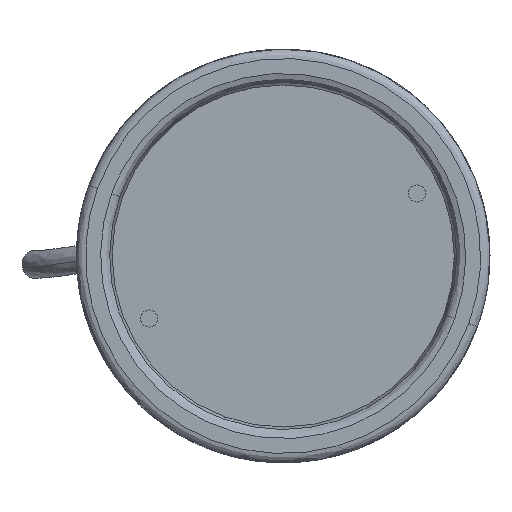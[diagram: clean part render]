
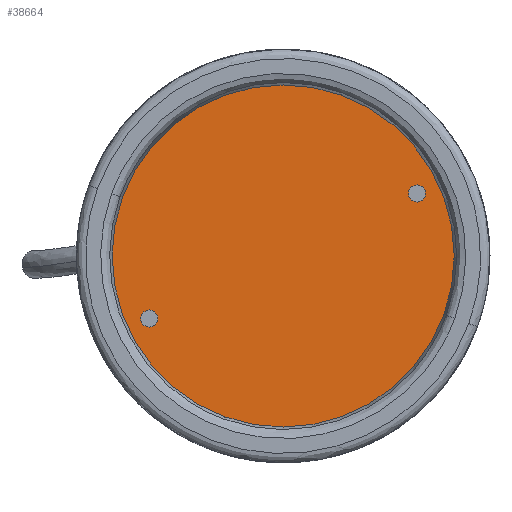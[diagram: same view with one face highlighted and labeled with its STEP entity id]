
A CAD part, front view. The second image highlights one B-rep face of the part: STEP entity #38664.
In plain terms, the highlighted planar face has unit normal (0, -1, 0).
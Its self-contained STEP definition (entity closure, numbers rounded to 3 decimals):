
#665 = FACE_OUTER_BOUND ( 'NONE', #12693, .T. ) ;
#1993 = CARTESIAN_POINT ( 'NONE',  ( 33.588, 5.2, 33.588 ) ) ;
#2536 = CARTESIAN_POINT ( 'NONE',  ( 33.588, 5.2, 33.588 ) ) ;
#2772 = DIRECTION ( 'NONE',  ( 0., 0., -1. ) ) ;
#5196 = VERTEX_POINT ( 'NONE', #48394 ) ;
#6067 = ORIENTED_EDGE ( 'NONE', *, *, #57273, .T. ) ;
#6075 = ORIENTED_EDGE ( 'NONE', *, *, #27857, .T. ) ;
#7611 = CARTESIAN_POINT ( 'NONE',  ( -33.588, 5.2, -33.588 ) ) ;
#8171 = EDGE_CURVE ( 'NONE', #36380, #14275, #20763, .T. ) ;
#8319 = DIRECTION ( 'NONE',  ( 0., -1., 0. ) ) ;
#8982 = CARTESIAN_POINT ( 'NONE',  ( -33.588, 5.2, -33.588 ) ) ;
#10770 = AXIS2_PLACEMENT_3D ( 'NONE', #7611, #54680, #73684 ) ;
#11008 = EDGE_CURVE ( 'NONE', #33875, #5196, #67503, .T. ) ;
#11975 = AXIS2_PLACEMENT_3D ( 'NONE', #2536, #48529, #26641 ) ;
#12693 = EDGE_LOOP ( 'NONE', ( #6067, #6075 ) ) ;
#13293 = AXIS2_PLACEMENT_3D ( 'NONE', #40585, #52456, #2772 ) ;
#14275 = VERTEX_POINT ( 'NONE', #29624 ) ;
#14534 = DIRECTION ( 'NONE',  ( 0., -1., 0. ) ) ;
#19601 = CIRCLE ( 'NONE', #13293, 55. ) ;
#20763 = CIRCLE ( 'NONE', #11975, 2.75 ) ;
#20998 = DIRECTION ( 'NONE',  ( 0., -1., 0. ) ) ;
#23291 = AXIS2_PLACEMENT_3D ( 'NONE', #8982, #14534, #57206 ) ;
#23616 = FACE_BOUND ( 'NONE', #29978, .T. ) ;
#25839 = CIRCLE ( 'NONE', #35945, 2.75 ) ;
#26641 = DIRECTION ( 'NONE',  ( 1., 0., 0. ) ) ;
#27302 = DIRECTION ( 'NONE',  ( 0., 0., -1. ) ) ;
#27756 = EDGE_CURVE ( 'NONE', #14275, #36380, #25839, .T. ) ;
#27857 = EDGE_CURVE ( 'NONE', #39590, #54481, #19601, .T. ) ;
#29624 = CARTESIAN_POINT ( 'NONE',  ( 36.338, 5.2, 33.588 ) ) ;
#29978 = EDGE_LOOP ( 'NONE', ( #48321, #39507 ) ) ;
#31656 = AXIS2_PLACEMENT_3D ( 'NONE', #63306, #20998, #27302 ) ;
#33875 = VERTEX_POINT ( 'NONE', #34071 ) ;
#34071 = CARTESIAN_POINT ( 'NONE',  ( -30.838, 5.2, -33.588 ) ) ;
#35866 = PLANE ( 'NONE',  #50323 ) ;
#35945 = AXIS2_PLACEMENT_3D ( 'NONE', #1993, #8319, #48366 ) ;
#36380 = VERTEX_POINT ( 'NONE', #48395 ) ;
#38664 = ADVANCED_FACE ( 'NONE', ( #23616, #47727, #665 ), #35866, .F. ) ;
#39507 = ORIENTED_EDGE ( 'NONE', *, *, #8171, .F. ) ;
#39590 = VERTEX_POINT ( 'NONE', #41841 ) ;
#40585 = CARTESIAN_POINT ( 'NONE',  ( 0., 5.2, 0. ) ) ;
#41841 = CARTESIAN_POINT ( 'NONE',  ( 0., 5.2, 55. ) ) ;
#43107 = EDGE_CURVE ( 'NONE', #5196, #33875, #76442, .T. ) ;
#44297 = CIRCLE ( 'NONE', #31656, 55. ) ;
#47727 = FACE_BOUND ( 'NONE', #69276, .T. ) ;
#48321 = ORIENTED_EDGE ( 'NONE', *, *, #27756, .F. ) ;
#48366 = DIRECTION ( 'NONE',  ( 1., 0., 0. ) ) ;
#48394 = CARTESIAN_POINT ( 'NONE',  ( -36.338, 5.2, -33.588 ) ) ;
#48395 = CARTESIAN_POINT ( 'NONE',  ( 30.838, 5.2, 33.588 ) ) ;
#48529 = DIRECTION ( 'NONE',  ( 0., -1., 0. ) ) ;
#50323 = AXIS2_PLACEMENT_3D ( 'NONE', #60774, #65939, #66328 ) ;
#52456 = DIRECTION ( 'NONE',  ( 0., -1., 0. ) ) ;
#54481 = VERTEX_POINT ( 'NONE', #76748 ) ;
#54680 = DIRECTION ( 'NONE',  ( 0., -1., 0. ) ) ;
#57206 = DIRECTION ( 'NONE',  ( 1., 0., 0. ) ) ;
#57273 = EDGE_CURVE ( 'NONE', #54481, #39590, #44297, .T. ) ;
#57798 = ORIENTED_EDGE ( 'NONE', *, *, #43107, .F. ) ;
#60774 = CARTESIAN_POINT ( 'NONE',  ( -110., 5.2, -110. ) ) ;
#63306 = CARTESIAN_POINT ( 'NONE',  ( 0., 5.2, 0. ) ) ;
#65939 = DIRECTION ( 'NONE',  ( 0., 1., 0. ) ) ;
#66328 = DIRECTION ( 'NONE',  ( 0., 0., 1. ) ) ;
#67503 = CIRCLE ( 'NONE', #23291, 2.75 ) ;
#69276 = EDGE_LOOP ( 'NONE', ( #78069, #57798 ) ) ;
#73684 = DIRECTION ( 'NONE',  ( 1., 0., 0. ) ) ;
#76442 = CIRCLE ( 'NONE', #10770, 2.75 ) ;
#76748 = CARTESIAN_POINT ( 'NONE',  ( 0., 5.2, -55. ) ) ;
#78069 = ORIENTED_EDGE ( 'NONE', *, *, #11008, .F. ) ;
